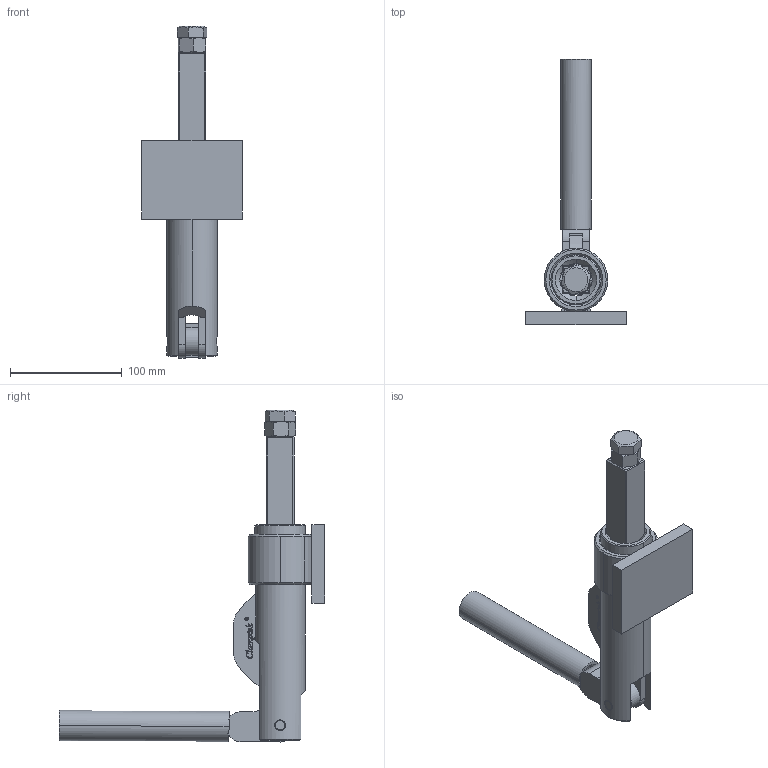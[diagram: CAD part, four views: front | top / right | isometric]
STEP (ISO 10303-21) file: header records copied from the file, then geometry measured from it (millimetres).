
FILE_DESCRIPTION (( 'STEP AP203' ), '1' );
FILE_NAME ('CH-30619M.STEP', '2010-06-08T01:13:54', ( '微软用户' ), ( '微软中国' ), 'SwSTEP 2.0', 'SolidWorks 2008', '' );
FILE_SCHEMA (( 'CONFIG_CONTROL_DESIGN' ));
Length unit declared in the file: millimetre
Products named in the file (13): CH-30619M; 30619-09_默认; M16_默认; M16螺栓_默认; 30619-04_默认; 30619-05_默认; 30619-01_默认<按加工>; 30619-02_默认; 30619-03_默认; 30619-10_默认; 30619-08_默认; 30619-07_默认; 30619-06_默认
Assembly tree (14 placements, depth 2):
  CH-30619M
    30619-09_默认  x2
    30619-07_默认  x2
    30619-04_默认
    M16螺栓_默认
    30619-02_默认
    30619-06_默认
    30619-05_默认
    30619-01_默认<按加工>
    30619-03_默认
    30619-08_默认
    30619-10_默认
    M16_默认
Bounding box: 90 x 237.85 x 297.4 mm (x, y, z)
Volume: 476780.7 mm3; surface area: 166912.2 mm2
Topology: 19 solids, 19 shells, 726 faces, 1916 edges, 1251 vertices
Faces by surface type: plane 281, bspline 188, cylinder 176, cone 79, torus 2
Entity records: 35909 total; most frequent: CARTESIAN_POINT 18782, ORIENTED_EDGE 3744, DIRECTION 2494, EDGE_CURVE 1872, VERTEX_POINT 1227, VECTOR 998, LINE 998, EDGE_LOOP 765
